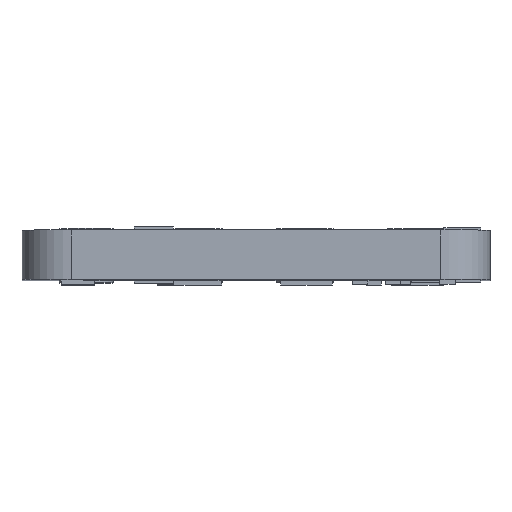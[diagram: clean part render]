
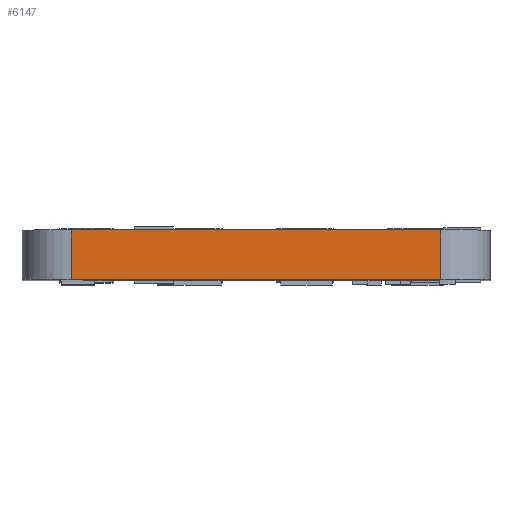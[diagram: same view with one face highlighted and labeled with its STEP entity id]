
A CAD part, top view. The second image highlights one B-rep face of the part: STEP entity #6147.
In plain terms, the highlighted planar face has unit normal (0, 0, 1).
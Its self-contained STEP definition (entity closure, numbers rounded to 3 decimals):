
#560=FACE_OUTER_BOUND('',#936,.T.);
#936=EDGE_LOOP('',(#5301,#5302,#5303,#5304));
#1726=LINE('',#9835,#2475);
#1727=LINE('',#9838,#2476);
#1728=LINE('',#9840,#2477);
#1729=LINE('',#9841,#2478);
#2475=VECTOR('',#8098,10.);
#2476=VECTOR('',#8101,10.);
#2477=VECTOR('',#8102,10.);
#2478=VECTOR('',#8103,10.);
#3040=VERTEX_POINT('',#9828);
#3043=VERTEX_POINT('',#9833);
#3044=VERTEX_POINT('',#9837);
#3045=VERTEX_POINT('',#9839);
#3854=EDGE_CURVE('',#3043,#3040,#1726,.T.);
#3855=EDGE_CURVE('',#3044,#3043,#1727,.T.);
#3856=EDGE_CURVE('',#3045,#3044,#1728,.T.);
#3857=EDGE_CURVE('',#3040,#3045,#1729,.T.);
#5301=ORIENTED_EDGE('',*,*,#3854,.F.);
#5302=ORIENTED_EDGE('',*,*,#3855,.F.);
#5303=ORIENTED_EDGE('',*,*,#3856,.F.);
#5304=ORIENTED_EDGE('',*,*,#3857,.F.);
#5830=PLANE('',#6569);
#6147=ADVANCED_FACE('',(#560),#5830,.T.);
#6569=AXIS2_PLACEMENT_3D('',#9836,#8099,#8100);
#8098=DIRECTION('',(0.,1.,0.));
#8099=DIRECTION('center_axis',(0.,0.,1.));
#8100=DIRECTION('ref_axis',(1.,0.,0.));
#8101=DIRECTION('',(-1.,0.,0.));
#8102=DIRECTION('',(0.,-1.,0.));
#8103=DIRECTION('',(1.,0.,0.));
#9828=CARTESIAN_POINT('',(-7.5,2.,16.));
#9833=CARTESIAN_POINT('',(-7.5,0.,16.));
#9835=CARTESIAN_POINT('',(-7.5,0.,16.));
#9836=CARTESIAN_POINT('Origin',(-9.5,0.,16.));
#9837=CARTESIAN_POINT('',(7.5,0.,16.));
#9838=CARTESIAN_POINT('',(9.5,0.,16.));
#9839=CARTESIAN_POINT('',(7.5,2.,16.));
#9840=CARTESIAN_POINT('',(7.5,0.,16.));
#9841=CARTESIAN_POINT('',(9.5,2.,16.));
